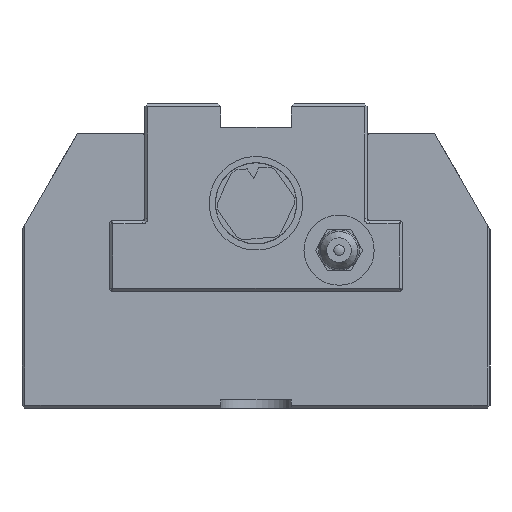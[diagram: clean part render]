
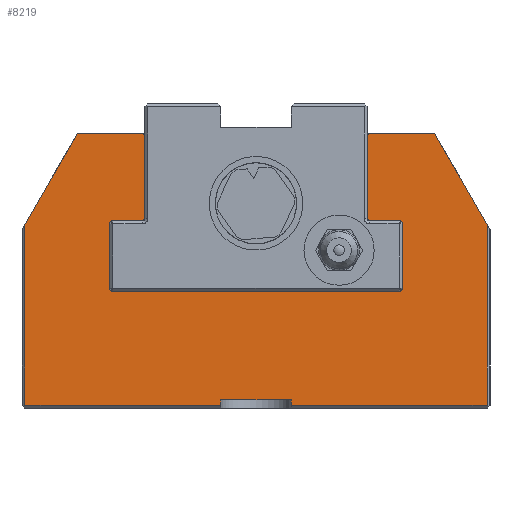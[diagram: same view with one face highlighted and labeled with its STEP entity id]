
A CAD part, left-side view. The second image highlights one B-rep face of the part: STEP entity #8219.
In plain terms, the highlighted planar face has unit normal (-1, 0, 0).
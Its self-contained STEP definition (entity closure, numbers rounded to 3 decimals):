
#224=PLANE('',#8869);
#638=FACE_OUTER_BOUND('',#1100,.T.);
#1100=EDGE_LOOP('',(#5787,#5788,#5789,#5790,#5791,#5792,#5793,#5794,#5795,
#5796,#5797,#5798,#5799,#5800,#5801,#5802,#5803,#5804,#5805,#5806,#5807,
#5808,#5809,#5810,#5811,#5812));
#1604=LINE('',#12068,#2483);
#1607=LINE('',#12080,#2486);
#1610=LINE('',#12084,#2489);
#1625=LINE('',#12119,#2504);
#1626=LINE('',#12122,#2505);
#1630=LINE('',#12130,#2509);
#1631=LINE('',#12132,#2510);
#1632=LINE('',#12134,#2511);
#1633=LINE('',#12136,#2512);
#1634=LINE('',#12138,#2513);
#1635=LINE('',#12140,#2514);
#1636=LINE('',#12142,#2515);
#1637=LINE('',#12146,#2516);
#1638=LINE('',#12150,#2517);
#1639=LINE('',#12154,#2518);
#1640=LINE('',#12158,#2519);
#1641=LINE('',#12160,#2520);
#1642=LINE('',#12162,#2521);
#1643=LINE('',#12164,#2522);
#1644=LINE('',#12166,#2523);
#1645=LINE('',#12168,#2524);
#1646=LINE('',#12169,#2525);
#2483=VECTOR('',#9660,10.);
#2486=VECTOR('',#9671,10.);
#2489=VECTOR('',#9676,10.);
#2504=VECTOR('',#9705,10.);
#2505=VECTOR('',#9708,10.);
#2509=VECTOR('',#9714,10.);
#2510=VECTOR('',#9715,10.);
#2511=VECTOR('',#9716,10.);
#2512=VECTOR('',#9717,10.);
#2513=VECTOR('',#9718,10.);
#2514=VECTOR('',#9719,10.);
#2515=VECTOR('',#9720,10.);
#2516=VECTOR('',#9723,10.);
#2517=VECTOR('',#9726,10.);
#2518=VECTOR('',#9729,10.);
#2519=VECTOR('',#9732,10.);
#2520=VECTOR('',#9733,10.);
#2521=VECTOR('',#9734,10.);
#2522=VECTOR('',#9735,10.);
#2523=VECTOR('',#9736,10.);
#2524=VECTOR('',#9737,10.);
#2525=VECTOR('',#9738,10.);
#3371=CIRCLE('',#8870,0.4);
#3372=CIRCLE('',#8871,0.4);
#3373=CIRCLE('',#8872,0.4);
#3374=CIRCLE('',#8873,0.4);
#3667=VERTEX_POINT('',#12060);
#3670=VERTEX_POINT('',#12066);
#3673=VERTEX_POINT('',#12076);
#3675=VERTEX_POINT('',#12079);
#3688=VERTEX_POINT('',#12117);
#3689=VERTEX_POINT('',#12121);
#3692=VERTEX_POINT('',#12129);
#3693=VERTEX_POINT('',#12131);
#3694=VERTEX_POINT('',#12133);
#3695=VERTEX_POINT('',#12135);
#3696=VERTEX_POINT('',#12137);
#3697=VERTEX_POINT('',#12139);
#3698=VERTEX_POINT('',#12141);
#3699=VERTEX_POINT('',#12143);
#3700=VERTEX_POINT('',#12145);
#3701=VERTEX_POINT('',#12147);
#3702=VERTEX_POINT('',#12149);
#3703=VERTEX_POINT('',#12151);
#3704=VERTEX_POINT('',#12153);
#3705=VERTEX_POINT('',#12155);
#3706=VERTEX_POINT('',#12157);
#3707=VERTEX_POINT('',#12159);
#3708=VERTEX_POINT('',#12161);
#3709=VERTEX_POINT('',#12163);
#3710=VERTEX_POINT('',#12165);
#3711=VERTEX_POINT('',#12167);
#4486=EDGE_CURVE('',#3667,#3670,#1604,.T.);
#4491=EDGE_CURVE('',#3675,#3673,#1607,.T.);
#4494=EDGE_CURVE('',#3670,#3675,#1610,.T.);
#4511=EDGE_CURVE('',#3688,#3673,#1625,.T.);
#4512=EDGE_CURVE('',#3667,#3689,#1626,.T.);
#4516=EDGE_CURVE('',#3692,#3688,#1630,.T.);
#4517=EDGE_CURVE('',#3692,#3693,#1631,.T.);
#4518=EDGE_CURVE('',#3694,#3693,#1632,.T.);
#4519=EDGE_CURVE('',#3695,#3694,#1633,.T.);
#4520=EDGE_CURVE('',#3695,#3696,#1634,.T.);
#4521=EDGE_CURVE('',#3697,#3696,#1635,.T.);
#4522=EDGE_CURVE('',#3697,#3698,#1636,.T.);
#4523=EDGE_CURVE('',#3699,#3698,#3371,.T.);
#4524=EDGE_CURVE('',#3699,#3700,#1637,.T.);
#4525=EDGE_CURVE('',#3701,#3700,#3372,.T.);
#4526=EDGE_CURVE('',#3701,#3702,#1638,.T.);
#4527=EDGE_CURVE('',#3703,#3702,#3373,.T.);
#4528=EDGE_CURVE('',#3703,#3704,#1639,.T.);
#4529=EDGE_CURVE('',#3705,#3704,#3374,.T.);
#4530=EDGE_CURVE('',#3705,#3706,#1640,.T.);
#4531=EDGE_CURVE('',#3707,#3706,#1641,.T.);
#4532=EDGE_CURVE('',#3707,#3708,#1642,.T.);
#4533=EDGE_CURVE('',#3709,#3708,#1643,.T.);
#4534=EDGE_CURVE('',#3710,#3709,#1644,.T.);
#4535=EDGE_CURVE('',#3710,#3711,#1645,.T.);
#4536=EDGE_CURVE('',#3689,#3711,#1646,.T.);
#5787=ORIENTED_EDGE('',*,*,#4486,.T.);
#5788=ORIENTED_EDGE('',*,*,#4494,.T.);
#5789=ORIENTED_EDGE('',*,*,#4491,.T.);
#5790=ORIENTED_EDGE('',*,*,#4511,.F.);
#5791=ORIENTED_EDGE('',*,*,#4516,.F.);
#5792=ORIENTED_EDGE('',*,*,#4517,.T.);
#5793=ORIENTED_EDGE('',*,*,#4518,.F.);
#5794=ORIENTED_EDGE('',*,*,#4519,.F.);
#5795=ORIENTED_EDGE('',*,*,#4520,.T.);
#5796=ORIENTED_EDGE('',*,*,#4521,.F.);
#5797=ORIENTED_EDGE('',*,*,#4522,.T.);
#5798=ORIENTED_EDGE('',*,*,#4523,.F.);
#5799=ORIENTED_EDGE('',*,*,#4524,.T.);
#5800=ORIENTED_EDGE('',*,*,#4525,.F.);
#5801=ORIENTED_EDGE('',*,*,#4526,.T.);
#5802=ORIENTED_EDGE('',*,*,#4527,.F.);
#5803=ORIENTED_EDGE('',*,*,#4528,.T.);
#5804=ORIENTED_EDGE('',*,*,#4529,.F.);
#5805=ORIENTED_EDGE('',*,*,#4530,.T.);
#5806=ORIENTED_EDGE('',*,*,#4531,.F.);
#5807=ORIENTED_EDGE('',*,*,#4532,.T.);
#5808=ORIENTED_EDGE('',*,*,#4533,.F.);
#5809=ORIENTED_EDGE('',*,*,#4534,.F.);
#5810=ORIENTED_EDGE('',*,*,#4535,.T.);
#5811=ORIENTED_EDGE('',*,*,#4536,.F.);
#5812=ORIENTED_EDGE('',*,*,#4512,.F.);
#8219=ADVANCED_FACE('',(#638),#224,.T.);
#8869=AXIS2_PLACEMENT_3D('',#12128,#9712,#9713);
#8870=AXIS2_PLACEMENT_3D('',#12144,#9721,#9722);
#8871=AXIS2_PLACEMENT_3D('',#12148,#9724,#9725);
#8872=AXIS2_PLACEMENT_3D('',#12152,#9727,#9728);
#8873=AXIS2_PLACEMENT_3D('',#12156,#9730,#9731);
#9660=DIRECTION('',(0.,0.,1.));
#9671=DIRECTION('',(0.,0.,-1.));
#9676=DIRECTION('',(0.,-1.,0.));
#9705=DIRECTION('',(0.,1.,0.));
#9708=DIRECTION('',(0.,1.,0.));
#9712=DIRECTION('center_axis',(-1.,0.,0.));
#9713=DIRECTION('ref_axis',(0.,-1.,0.));
#9714=DIRECTION('',(0.,0.,-1.));
#9715=DIRECTION('',(0.,0.5,0.866));
#9716=DIRECTION('',(0.,-1.,0.));
#9717=DIRECTION('',(0.,-0.707,0.707));
#9718=DIRECTION('',(0.,0.,-1.));
#9719=DIRECTION('',(0.,0.707,0.707));
#9720=DIRECTION('',(0.,-1.,0.));
#9721=DIRECTION('center_axis',(-1.,0.,0.));
#9722=DIRECTION('ref_axis',(0.,-0.707,0.707));
#9723=DIRECTION('',(0.,0.,-1.));
#9724=DIRECTION('center_axis',(-1.,0.,0.));
#9725=DIRECTION('ref_axis',(0.,-0.707,-0.707));
#9726=DIRECTION('',(0.,1.,0.));
#9727=DIRECTION('center_axis',(-1.,0.,0.));
#9728=DIRECTION('ref_axis',(0.,0.707,-0.707));
#9729=DIRECTION('',(0.,0.,1.));
#9730=DIRECTION('center_axis',(-1.,0.,0.));
#9731=DIRECTION('ref_axis',(0.,0.707,0.707));
#9732=DIRECTION('',(0.,-1.,0.));
#9733=DIRECTION('',(0.,0.707,-0.707));
#9734=DIRECTION('',(0.,0.,1.));
#9735=DIRECTION('',(0.,-0.707,-0.707));
#9736=DIRECTION('',(0.,-1.,0.));
#9737=DIRECTION('',(0.,0.5,-0.866));
#9738=DIRECTION('',(0.,0.,1.));
#12060=CARTESIAN_POINT('',(-85.,6.,0.5));
#12066=CARTESIAN_POINT('',(-85.,6.,1.4));
#12068=CARTESIAN_POINT('',(-85.,6.,0.));
#12076=CARTESIAN_POINT('',(-85.,-6.,0.5));
#12079=CARTESIAN_POINT('',(-85.,-6.,1.4));
#12080=CARTESIAN_POINT('',(-85.,-6.,0.));
#12084=CARTESIAN_POINT('',(-85.,20.,1.4));
#12117=CARTESIAN_POINT('',(-85.,-39.5,0.5));
#12119=CARTESIAN_POINT('',(-85.,20.,0.5));
#12121=CARTESIAN_POINT('',(-85.,39.5,0.5));
#12122=CARTESIAN_POINT('',(-85.,20.,0.5));
#12128=CARTESIAN_POINT('Origin',(-85.,40.,0.));
#12129=CARTESIAN_POINT('',(-85.,-39.5,31.412));
#12130=CARTESIAN_POINT('',(-85.,-39.5,0.));
#12131=CARTESIAN_POINT('',(-85.,-30.5,47.));
#12132=CARTESIAN_POINT('',(-85.,-37.911,34.163));
#12133=CARTESIAN_POINT('',(-85.,-19.5,47.));
#12134=CARTESIAN_POINT('',(-85.,40.,47.));
#12135=CARTESIAN_POINT('',(-85.,-19.,46.5));
#12136=CARTESIAN_POINT('',(-85.,7.25,20.25));
#12137=CARTESIAN_POINT('',(-85.,-19.,32.5));
#12138=CARTESIAN_POINT('',(-85.,-19.,26.259));
#12139=CARTESIAN_POINT('',(-85.,-19.5,32.));
#12140=CARTESIAN_POINT('',(-85.,-12.5,39.));
#12141=CARTESIAN_POINT('',(-85.,-24.6,32.));
#12142=CARTESIAN_POINT('',(-85.,10.5,32.));
#12143=CARTESIAN_POINT('',(-85.,-25.,31.6));
#12144=CARTESIAN_POINT('Origin',(-85.,-24.6,31.6));
#12145=CARTESIAN_POINT('',(-85.,-25.,20.4));
#12146=CARTESIAN_POINT('',(-85.,-25.,16.));
#12147=CARTESIAN_POINT('',(-85.,-24.6,20.));
#12148=CARTESIAN_POINT('Origin',(-85.,-24.6,20.4));
#12149=CARTESIAN_POINT('',(-85.,24.6,20.));
#12150=CARTESIAN_POINT('',(-85.,7.5,20.));
#12151=CARTESIAN_POINT('',(-85.,25.,20.4));
#12152=CARTESIAN_POINT('Origin',(-85.,24.6,20.4));
#12153=CARTESIAN_POINT('',(-85.,25.,31.6));
#12154=CARTESIAN_POINT('',(-85.,25.,10.));
#12155=CARTESIAN_POINT('',(-85.,24.6,32.));
#12156=CARTESIAN_POINT('Origin',(-85.,24.6,31.6));
#12157=CARTESIAN_POINT('',(-85.,19.5,32.));
#12158=CARTESIAN_POINT('',(-85.,32.5,32.));
#12159=CARTESIAN_POINT('',(-85.,19.,32.5));
#12160=CARTESIAN_POINT('',(-85.,32.5,19.));
#12161=CARTESIAN_POINT('',(-85.,19.,46.5));
#12162=CARTESIAN_POINT('',(-85.,19.,16.));
#12163=CARTESIAN_POINT('',(-85.,19.5,47.));
#12164=CARTESIAN_POINT('',(-85.,12.75,40.25));
#12165=CARTESIAN_POINT('',(-85.,30.5,47.));
#12166=CARTESIAN_POINT('',(-85.,40.,47.));
#12167=CARTESIAN_POINT('',(-85.,39.5,31.412));
#12168=CARTESIAN_POINT('',(-85.,40.624,29.465));
#12169=CARTESIAN_POINT('',(-85.,39.5,0.));
